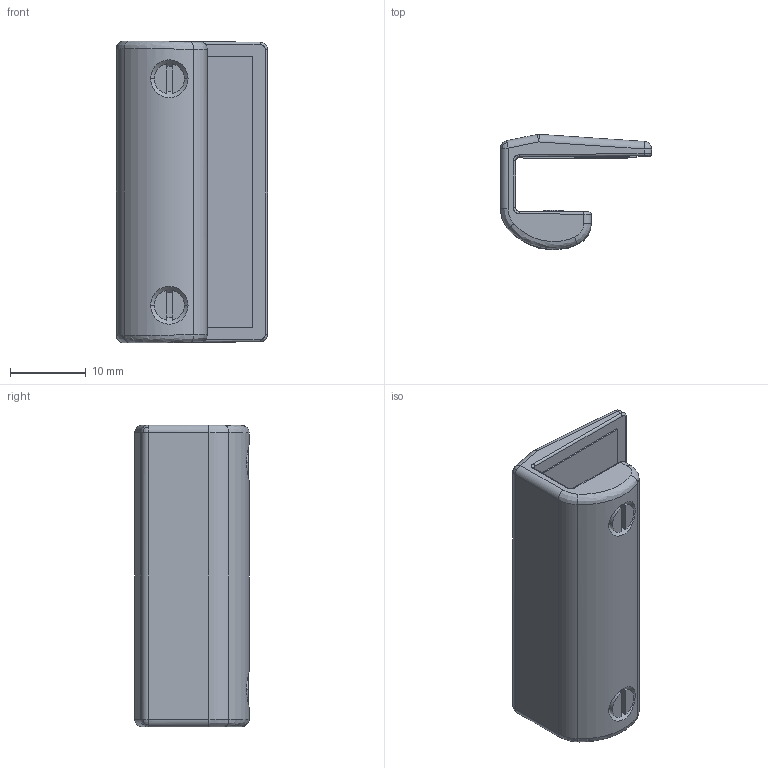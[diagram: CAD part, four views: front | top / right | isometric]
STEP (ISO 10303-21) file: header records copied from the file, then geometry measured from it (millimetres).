
FILE_DESCRIPTION(('Creo Elements/Direct Modeling STEP Export'),'2;1');
FILE_NAME('2514-40.stp','2021-01-27T14:37:09',(''),(''),'Creo Elements/Direct Modeling STEP processor for AP214 (Solid Model)','Creo Elements/Direct Modeling 20.0 12-Nov-2016 (C) Parametric Technology GmbH','');
FILE_SCHEMA(('AUTOMOTIVE_DESIGN { 1 0 10303 214 1 1 1 1 }'));
Length unit declared in the file: millimetre
Products named in the file (5): Klebeband; Griffteil.1; Gewindestift; Gewindestift.1; ZN-11262
Assembly tree (4 placements, depth 2):
  ZN-11262
    Gewindestift.1
    Gewindestift
    Griffteil.1
    Klebeband
Bounding box: 20 x 15.19 x 39.98 mm (x, y, z)
Volume: 4513.9 mm3; surface area: 4798.1 mm2
Topology: 4 solids, 4 shells, 94 faces, 230 edges, 140 vertices
Faces by surface type: cylinder 34, plane 28, bspline 24, cone 4, sphere 4
Entity records: 5699 total; most frequent: CARTESIAN_POINT 3689, ORIENTED_EDGE 452, DIRECTION 280, EDGE_CURVE 226, VERTEX_POINT 140, EDGE_LOOP 98, AXIS2_PLACEMENT_3D 95, FACE_OUTER_BOUND 94
